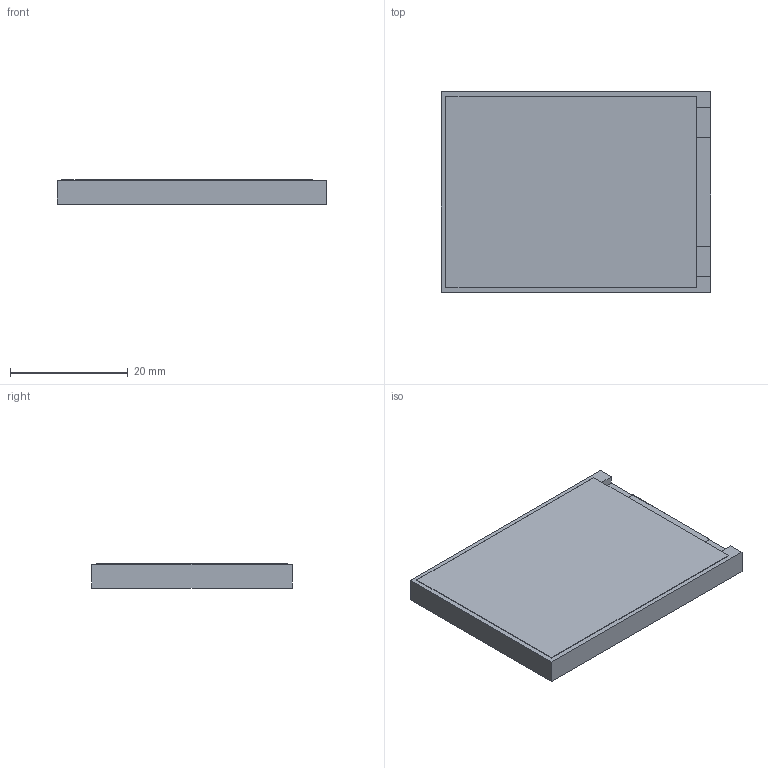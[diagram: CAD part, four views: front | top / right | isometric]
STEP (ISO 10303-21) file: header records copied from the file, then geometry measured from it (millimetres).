
FILE_DESCRIPTION(/* description */ (''),/* implementation_level */ '2;1');
FILE_NAME(/* name */ '1.8_inches_128x160_RGB_TFT_LCD v2.step',/* time_stamp */ '2022-03-19T16:30:10+01:00',/* author */ (''),/* organization */ (''),/* preprocessor_version */ 'ST-DEVELOPER v18.1',/* originating_system */ 'Autodesk Translation Framework v10.13.0.1454',/* authorisation */ '');
FILE_SCHEMA (('AUTOMOTIVE_DESIGN { 1 0 10303 214 3 1 1 }'));
Length unit declared in the file: millimetre
Products named in the file (1): 1.8_inches_128x160_RGB_TFT_LCD
Bounding box: 45.8 x 34 x 4.15 mm (x, y, z)
Volume: 6351.1 mm3; surface area: 3778.3 mm2
Topology: 1 solids, 1 shells, 21 faces, 57 edges, 38 vertices
Faces by surface type: plane 20, cylinder 1
Entity records: 738 total; most frequent: CARTESIAN_POINT 117, ORIENTED_EDGE 114, DIRECTION 103, EDGE_CURVE 57, LINE 55, VECTOR 55, VERTEX_POINT 38, AXIS2_PLACEMENT_3D 24
